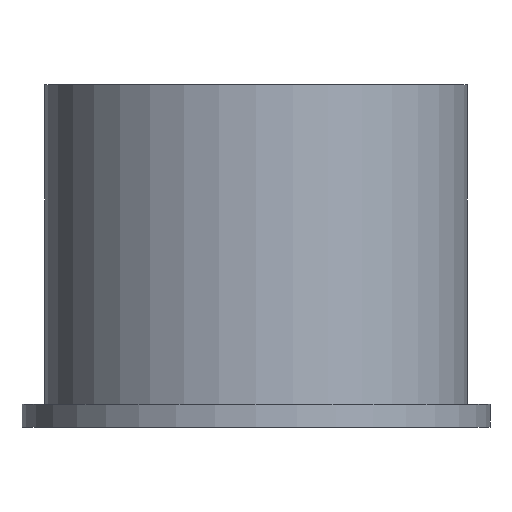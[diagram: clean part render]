
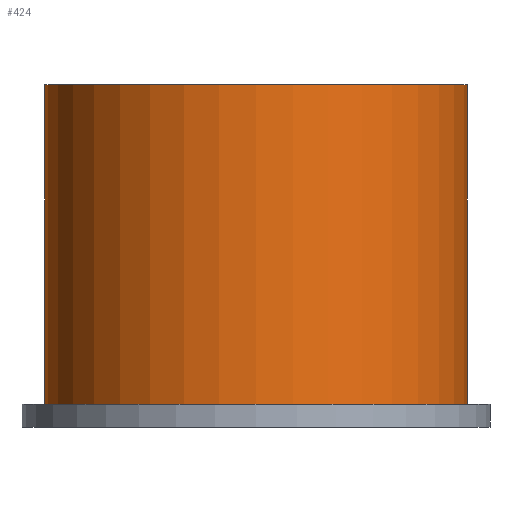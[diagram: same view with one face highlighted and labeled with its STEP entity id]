
A CAD part, front view. The second image highlights one B-rep face of the part: STEP entity #424.
In plain terms, the highlighted cylindrical face has radius 9.25 mm (diameter 18.5 mm), a full revolution.
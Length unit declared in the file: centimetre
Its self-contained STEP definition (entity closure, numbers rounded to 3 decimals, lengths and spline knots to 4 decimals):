
#107=CYLINDRICAL_SURFACE('',#448,0.925);
#112=CIRCLE('',#438,0.925);
#116=CIRCLE('',#445,0.925);
#145=VERTEX_POINT('',#577);
#148=VERTEX_POINT('',#588);
#232=EDGE_CURVE('',#145,#145,#112,.T.);
#243=EDGE_CURVE('',#148,#148,#116,.T.);
#320=ORIENTED_EDGE('',*,*,#243,.T.);
#321=ORIENTED_EDGE('',*,*,#232,.T.);
#366=EDGE_LOOP('',(#320));
#367=EDGE_LOOP('',(#321));
#398=FACE_BOUND('',#366,.T.);
#399=FACE_BOUND('',#367,.T.);
#424=ADVANCED_FACE('',(#398,#399),#107,.T.);
#438=AXIS2_PLACEMENT_3D('',#576,#489,#490);
#445=AXIS2_PLACEMENT_3D('',#587,#503,#504);
#448=AXIS2_PLACEMENT_3D('',#592,#509,#510);
#489=DIRECTION('',(0.,0.,-1.));
#490=DIRECTION('',(0.925,0.,0.));
#503=DIRECTION('',(0.,0.,1.));
#504=DIRECTION('',(0.925,0.,0.));
#509=DIRECTION('',(0.,0.,1.));
#510=DIRECTION('',(0.925,0.,0.));
#576=CARTESIAN_POINT('',(0.,-0.265,1.5));
#577=CARTESIAN_POINT('',(0.925,-0.265,1.5));
#587=CARTESIAN_POINT('',(0.,-0.265,0.1));
#588=CARTESIAN_POINT('',(-0.925,-0.265,0.1));
#592=CARTESIAN_POINT('',(0.,-0.265,0.));
